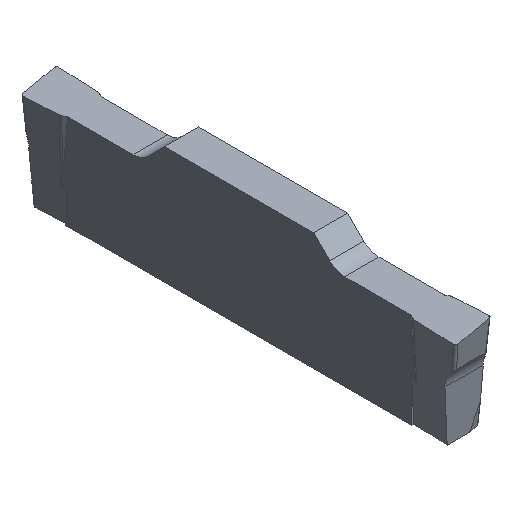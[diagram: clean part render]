
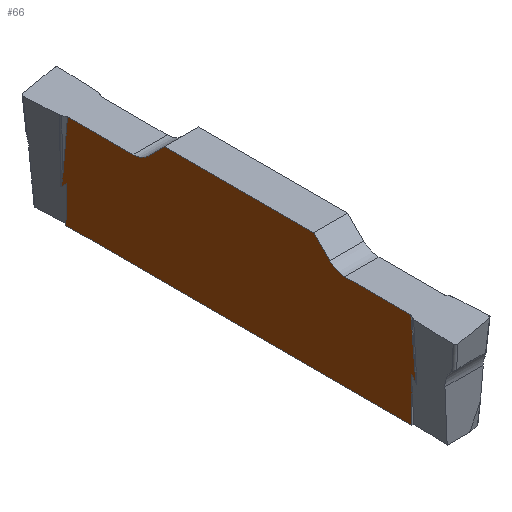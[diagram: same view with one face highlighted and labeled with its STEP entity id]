
A CAD part, isometric view. The second image highlights one B-rep face of the part: STEP entity #66.
In plain terms, the highlighted planar face has unit normal (-1, 0, 0).
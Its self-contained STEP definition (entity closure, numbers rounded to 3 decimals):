
#39=CIRCLE('',#855,1.);
#40=CIRCLE('',#856,1.);
#66=ADVANCED_FACE('',(#132),#104,.T.);
#104=PLANE('',#857);
#132=FACE_OUTER_BOUND('',#172,.T.);
#172=EDGE_LOOP('',(#281,#282,#283,#284,#285,#286,#287,#288,#289,#290,#291,
#292,#293,#294,#295,#296));
#281=ORIENTED_EDGE('',*,*,#573,.T.);
#282=ORIENTED_EDGE('',*,*,#574,.T.);
#283=ORIENTED_EDGE('',*,*,#547,.F.);
#284=ORIENTED_EDGE('',*,*,#575,.F.);
#285=ORIENTED_EDGE('',*,*,#533,.T.);
#286=ORIENTED_EDGE('',*,*,#576,.F.);
#287=ORIENTED_EDGE('',*,*,#568,.F.);
#288=ORIENTED_EDGE('',*,*,#577,.T.);
#289=ORIENTED_EDGE('',*,*,#578,.T.);
#290=ORIENTED_EDGE('',*,*,#579,.F.);
#291=ORIENTED_EDGE('',*,*,#580,.F.);
#292=ORIENTED_EDGE('',*,*,#581,.F.);
#293=ORIENTED_EDGE('',*,*,#582,.F.);
#294=ORIENTED_EDGE('',*,*,#583,.F.);
#295=ORIENTED_EDGE('',*,*,#584,.F.);
#296=ORIENTED_EDGE('',*,*,#585,.F.);
#457=VERTEX_POINT('',#1134);
#458=VERTEX_POINT('',#1136);
#469=VERTEX_POINT('',#1165);
#470=VERTEX_POINT('',#1167);
#486=VERTEX_POINT('',#1210);
#487=VERTEX_POINT('',#1212);
#489=VERTEX_POINT('',#1222);
#490=VERTEX_POINT('',#1223);
#491=VERTEX_POINT('',#1258);
#492=VERTEX_POINT('',#1260);
#493=VERTEX_POINT('',#1262);
#494=VERTEX_POINT('',#1264);
#495=VERTEX_POINT('',#1266);
#496=VERTEX_POINT('',#1268);
#497=VERTEX_POINT('',#1270);
#498=VERTEX_POINT('',#1272);
#533=EDGE_CURVE('',#458,#457,#646,.T.);
#547=EDGE_CURVE('',#469,#470,#657,.T.);
#568=EDGE_CURVE('',#486,#487,#673,.T.);
#573=EDGE_CURVE('',#489,#490,#677,.T.);
#574=EDGE_CURVE('',#490,#470,#803,.T.);
#575=EDGE_CURVE('',#458,#469,#678,.T.);
#576=EDGE_CURVE('',#487,#457,#679,.T.);
#577=EDGE_CURVE('',#486,#491,#804,.T.);
#578=EDGE_CURVE('',#491,#492,#680,.T.);
#579=EDGE_CURVE('',#493,#492,#681,.T.);
#580=EDGE_CURVE('',#494,#493,#39,.T.);
#581=EDGE_CURVE('',#495,#494,#682,.T.);
#582=EDGE_CURVE('',#496,#495,#683,.T.);
#583=EDGE_CURVE('',#497,#496,#684,.T.);
#584=EDGE_CURVE('',#498,#497,#40,.T.);
#585=EDGE_CURVE('',#489,#498,#685,.T.);
#646=LINE('',#1135,#726);
#657=LINE('',#1166,#737);
#673=LINE('',#1211,#753);
#677=LINE('',#1221,#757);
#678=LINE('',#1243,#758);
#679=LINE('',#1244,#759);
#680=LINE('',#1259,#760);
#681=LINE('',#1261,#761);
#682=LINE('',#1265,#762);
#683=LINE('',#1267,#763);
#684=LINE('',#1269,#764);
#685=LINE('',#1273,#765);
#726=VECTOR('',#911,1.);
#737=VECTOR('',#930,1.);
#753=VECTOR('',#962,1.);
#757=VECTOR('',#974,1.);
#758=VECTOR('',#975,1.);
#759=VECTOR('',#976,1.);
#760=VECTOR('',#977,1.);
#761=VECTOR('',#978,1.);
#762=VECTOR('',#981,1.);
#763=VECTOR('',#982,1.);
#764=VECTOR('',#983,1.);
#765=VECTOR('',#986,1.);
#803=B_SPLINE_CURVE_WITH_KNOTS('',3,(#1224,#1225,#1226,#1227,#1228,#1229,
#1230,#1231,#1232,#1233,#1234,#1235,#1236,#1237,#1238,#1239,#1240,#1241,
#1242),.UNSPECIFIED.,.F.,.F.,(4,3,3,3,3,3,4),(0.,0.312,0.653,
0.824,0.929,0.98,1.),.UNSPECIFIED.);
#804=B_SPLINE_CURVE_WITH_KNOTS('',3,(#1245,#1246,#1247,#1248,#1249,#1250,
#1251,#1252,#1253,#1254,#1255,#1256,#1257),.UNSPECIFIED.,.F.,.F.,(4,3,3,
3,4),(0.,0.037,0.183,0.762,1.),
 .UNSPECIFIED.);
#855=AXIS2_PLACEMENT_3D('',#1263,#979,#980);
#856=AXIS2_PLACEMENT_3D('',#1271,#984,#985);
#857=AXIS2_PLACEMENT_3D('',#1274,#987,#988);
#911=DIRECTION('',(0.,-1.,0.));
#930=DIRECTION('',(0.,0.707,-0.707));
#962=DIRECTION('',(0.,0.707,0.707));
#974=DIRECTION('',(0.,0.087,-0.996));
#975=DIRECTION('',(0.,-0.011,1.));
#976=DIRECTION('',(0.,-0.011,-1.));
#977=DIRECTION('',(0.,0.088,0.996));
#978=DIRECTION('',(0.,-1.,0.));
#979=DIRECTION('',(-1.,0.,0.));
#980=DIRECTION('',(0.,0.,1.));
#981=DIRECTION('',(0.,-0.707,-0.707));
#982=DIRECTION('',(0.,-1.,0.));
#983=DIRECTION('',(0.,-0.707,0.707));
#984=DIRECTION('',(-1.,0.,0.));
#985=DIRECTION('',(0.,0.,1.));
#986=DIRECTION('',(0.,-1.,0.));
#987=DIRECTION('',(-1.,0.,0.));
#988=DIRECTION('',(0.,0.,1.));
#1134=CARTESIAN_POINT('',(-0.8,1.888,-4.454));
#1135=CARTESIAN_POINT('',(-0.8,19.75,-4.454));
#1136=CARTESIAN_POINT('',(-0.8,18.113,-4.454));
#1165=CARTESIAN_POINT('',(-0.8,18.095,-2.742));
#1166=CARTESIAN_POINT('',(-0.8,17.025,-1.674));
#1167=CARTESIAN_POINT('',(-0.8,18.347,-2.994));
#1210=CARTESIAN_POINT('',(-0.8,1.659,-2.672));
#1211=CARTESIAN_POINT('',(-0.8,12.576,8.235));
#1212=CARTESIAN_POINT('',(-0.8,1.91,-2.421));
#1221=CARTESIAN_POINT('',(-0.8,17.961,0.898));
#1222=CARTESIAN_POINT('',(-0.8,18.04,0.));
#1223=CARTESIAN_POINT('',(-0.8,18.248,-2.378));
#1224=CARTESIAN_POINT('',(-0.8,18.248,-2.378));
#1225=CARTESIAN_POINT('',(-0.8,18.253,-2.443));
#1226=CARTESIAN_POINT('',(-0.8,18.259,-2.507));
#1227=CARTESIAN_POINT('',(-0.8,18.266,-2.572));
#1228=CARTESIAN_POINT('',(-0.8,18.274,-2.643));
#1229=CARTESIAN_POINT('',(-0.8,18.282,-2.714));
#1230=CARTESIAN_POINT('',(-0.8,18.293,-2.785));
#1231=CARTESIAN_POINT('',(-0.8,18.298,-2.82));
#1232=CARTESIAN_POINT('',(-0.8,18.304,-2.856));
#1233=CARTESIAN_POINT('',(-0.8,18.311,-2.891));
#1234=CARTESIAN_POINT('',(-0.8,18.316,-2.912));
#1235=CARTESIAN_POINT('',(-0.8,18.32,-2.933));
#1236=CARTESIAN_POINT('',(-0.8,18.327,-2.954));
#1237=CARTESIAN_POINT('',(-0.8,18.33,-2.964));
#1238=CARTESIAN_POINT('',(-0.8,18.334,-2.974));
#1239=CARTESIAN_POINT('',(-0.8,18.339,-2.984));
#1240=CARTESIAN_POINT('',(-0.8,18.341,-2.987));
#1241=CARTESIAN_POINT('',(-0.8,18.344,-2.991));
#1242=CARTESIAN_POINT('',(-0.8,18.347,-2.994));
#1243=CARTESIAN_POINT('',(-0.8,18.054,1.036));
#1244=CARTESIAN_POINT('',(-0.8,1.948,1.242));
#1245=CARTESIAN_POINT('',(-0.8,1.659,-2.672));
#1246=CARTESIAN_POINT('',(-0.8,1.664,-2.666));
#1247=CARTESIAN_POINT('',(-0.8,1.667,-2.659));
#1248=CARTESIAN_POINT('',(-0.8,1.67,-2.652));
#1249=CARTESIAN_POINT('',(-0.8,1.682,-2.625));
#1250=CARTESIAN_POINT('',(-0.8,1.688,-2.596));
#1251=CARTESIAN_POINT('',(-0.8,1.694,-2.566));
#1252=CARTESIAN_POINT('',(-0.8,1.718,-2.451));
#1253=CARTESIAN_POINT('',(-0.8,1.731,-2.333));
#1254=CARTESIAN_POINT('',(-0.8,1.742,-2.216));
#1255=CARTESIAN_POINT('',(-0.8,1.747,-2.167));
#1256=CARTESIAN_POINT('',(-0.8,1.752,-2.119));
#1257=CARTESIAN_POINT('',(-0.8,1.756,-2.07));
#1258=CARTESIAN_POINT('',(-0.8,1.756,-2.07));
#1259=CARTESIAN_POINT('',(-0.8,2.169,2.607));
#1260=CARTESIAN_POINT('',(-0.8,1.939,0.));
#1261=CARTESIAN_POINT('',(-0.8,19.75,0.));
#1262=CARTESIAN_POINT('',(-0.8,5.032,0.));
#1263=CARTESIAN_POINT('',(-0.8,5.032,1.));
#1264=CARTESIAN_POINT('',(-0.8,5.739,0.293));
#1265=CARTESIAN_POINT('',(-0.8,13.125,7.679));
#1266=CARTESIAN_POINT('',(-0.8,6.5,1.054));
#1267=CARTESIAN_POINT('',(-0.8,19.75,1.054));
#1268=CARTESIAN_POINT('',(-0.8,13.5,1.054));
#1269=CARTESIAN_POINT('',(-0.8,16.625,-2.071));
#1270=CARTESIAN_POINT('',(-0.8,14.261,0.293));
#1271=CARTESIAN_POINT('',(-0.8,14.968,1.));
#1272=CARTESIAN_POINT('',(-0.8,14.968,0.));
#1273=CARTESIAN_POINT('',(-0.8,19.75,0.));
#1274=CARTESIAN_POINT('',(-0.8,19.75,1.054));
